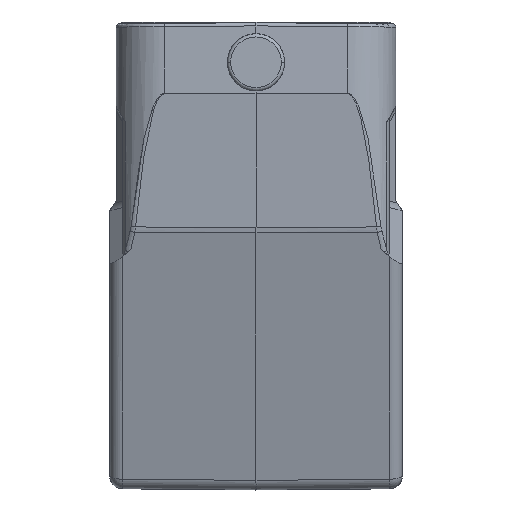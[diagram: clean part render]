
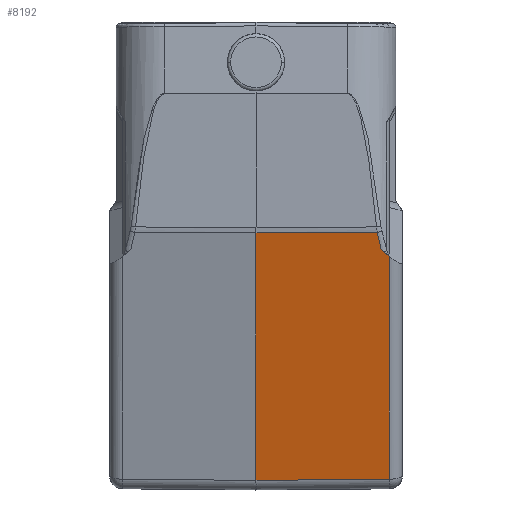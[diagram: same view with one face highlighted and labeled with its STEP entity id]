
A CAD part, left-side view. The second image highlights one B-rep face of the part: STEP entity #8192.
In plain terms, the highlighted planar face has unit normal (-0.966, -0.009, -0.259).
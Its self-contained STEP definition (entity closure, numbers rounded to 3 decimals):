
#188=CARTESIAN_POINT('',(-33.383,-20.517,
-36.083));
#204=DIRECTION('',(-0.259,0.,0.966));
#205=VECTOR('',#204,35.464);
#206=CARTESIAN_POINT('',(-24.205,-20.517,
-70.339));
#207=LINE('',#206,#205);
#236=CARTESIAN_POINT('',(-34.389,-18.655,
-32.394));
#237=CARTESIAN_POINT('',(-34.15,-18.889,
-33.278));
#238=CARTESIAN_POINT('',(-33.909,-19.089,
-34.171));
#239=CARTESIAN_POINT('',(-33.666,-19.266,
-35.069));
#241=DIRECTION('',(0.173,-0.765,-0.62));
#242=VECTOR('',#241,1.636);
#243=CARTESIAN_POINT('',(-33.666,-19.266,
-35.069));
#244=LINE('',#243,#242);
#245=DIRECTION('',(-0.007,1.,-0.009));
#246=VECTOR('',#245,20.519);
#247=CARTESIAN_POINT('',(-24.205,-20.517,
-70.339));
#248=LINE('',#247,#246);
#480=DIRECTION('',(-0.009,1.,-0.002));
#481=VECTOR('',#480,18.656);
#482=CARTESIAN_POINT('',(-34.389,-18.655,
-32.394));
#483=LINE('',#482,#481);
#631=DIRECTION('',(0.259,0.,-0.966));
#632=VECTOR('',#631,39.439);
#633=CARTESIAN_POINT('',(-34.55,0.,
-32.423));
#634=LINE('',#633,#632);
#7024=VERTEX_POINT('',#188);
#7025=CARTESIAN_POINT('',(-24.205,-20.517,
-70.339));
#7026=VERTEX_POINT('',#7025);
#7027=CARTESIAN_POINT('',(-33.666,-19.266,
-35.069));
#7028=VERTEX_POINT('',#7027);
#7034=VERTEX_POINT('',#236);
#7035=CARTESIAN_POINT('',(-24.342,0.,
-70.518));
#7036=VERTEX_POINT('',#7035);
#7037=CARTESIAN_POINT('',(-34.55,0.,
-32.423));
#7038=VERTEX_POINT('',#7037);
#8175=CARTESIAN_POINT('',(-23.945,0.,-72.));
#8176=DIRECTION('',(-0.966,-0.009,-0.259));
#8177=DIRECTION('',(-0.259,0.,0.966));
#8178=AXIS2_PLACEMENT_3D('',#8175,#8176,#8177);
#8179=PLANE('',#8178);
#8181=ORIENTED_EDGE('',*,*,#8180,.T.);
#8182=ORIENTED_EDGE('',*,*,#8158,.T.);
#8183=ORIENTED_EDGE('',*,*,#8148,.F.);
#8185=ORIENTED_EDGE('',*,*,#8184,.T.);
#8187=ORIENTED_EDGE('',*,*,#8186,.F.);
#8189=ORIENTED_EDGE('',*,*,#8188,.F.);
#8190=EDGE_LOOP('',(#8181,#8182,#8183,#8185,#8187,#8189));
#8191=FACE_OUTER_BOUND('',#8190,.F.);
#240=B_SPLINE_CURVE_WITH_KNOTS('',3,(#236,#237,#238,#239),.UNSPECIFIED.,.F.,.F.,
(4,4),(0.,1.),.UNSPECIFIED.);
#8148=EDGE_CURVE('',#7026,#7024,#207,.T.);
#8158=EDGE_CURVE('',#7028,#7024,#244,.T.);
#8180=EDGE_CURVE('',#7034,#7028,#240,.T.);
#8184=EDGE_CURVE('',#7026,#7036,#248,.T.);
#8186=EDGE_CURVE('',#7038,#7036,#634,.T.);
#8188=EDGE_CURVE('',#7034,#7038,#483,.T.);
#8192=ADVANCED_FACE('',(#8191),#8179,.T.);
